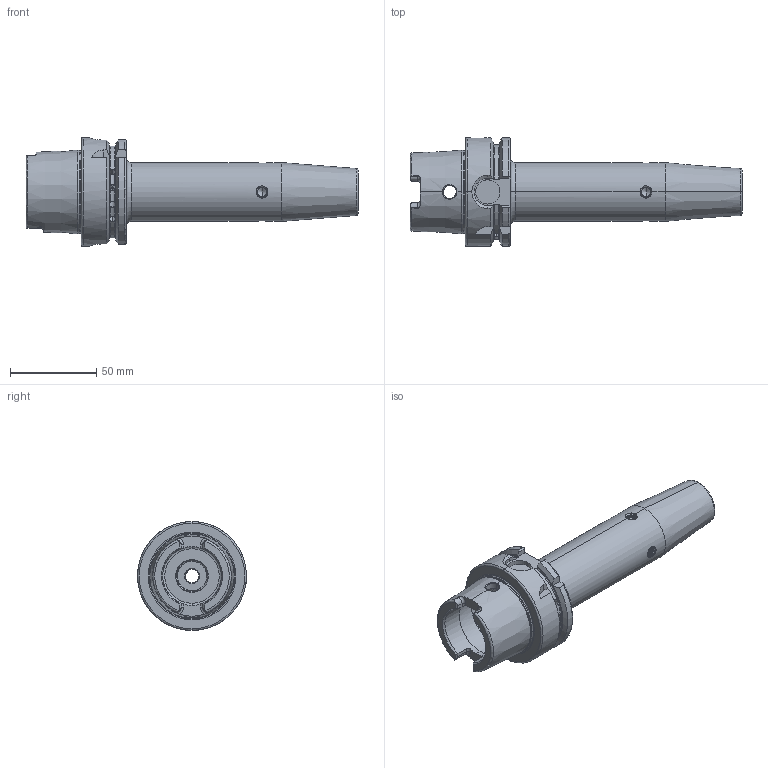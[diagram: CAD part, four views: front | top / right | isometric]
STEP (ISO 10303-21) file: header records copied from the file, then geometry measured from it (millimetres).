
FILE_DESCRIPTION (( 'STEP AP203' ), '1' );
FILE_NAME ('A63.70.16.2.STEP', '2016-08-31T10:39:09', ( '' ), ( '' ), 'SwSTEP 2.0', 'SolidWorks 2012', '' );
FILE_SCHEMA (( 'CONFIG_CONTROL_DESIGN' ));
Length unit declared in the file: millimetre
Products named in the file (1): A63.70.16.2
Bounding box: 192 x 63 x 63 mm (x, y, z)
Volume: 176024.9 mm3; surface area: 43277.7 mm2
Topology: 1 solids, 1 shells, 322 faces, 880 edges, 550 vertices
Faces by surface type: cylinder 150, plane 62, cone 45, torus 33, bspline 32
Entity records: 28770 total; most frequent: CARTESIAN_POINT 21581, ORIENTED_EDGE 1724, DIRECTION 1238, EDGE_CURVE 862, VERTEX_POINT 550, AXIS2_PLACEMENT_3D 482, EDGE_LOOP 336, FACE_OUTER_BOUND 322
